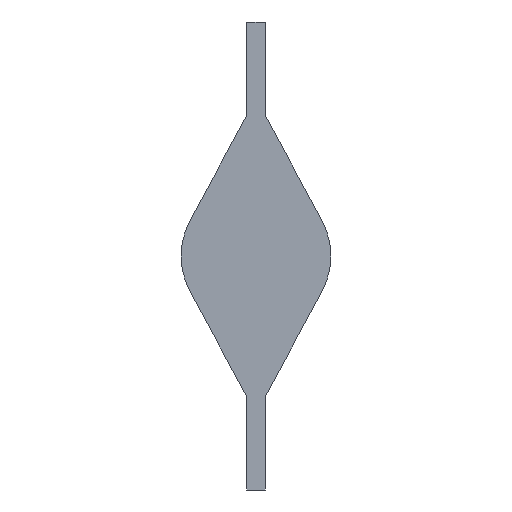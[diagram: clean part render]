
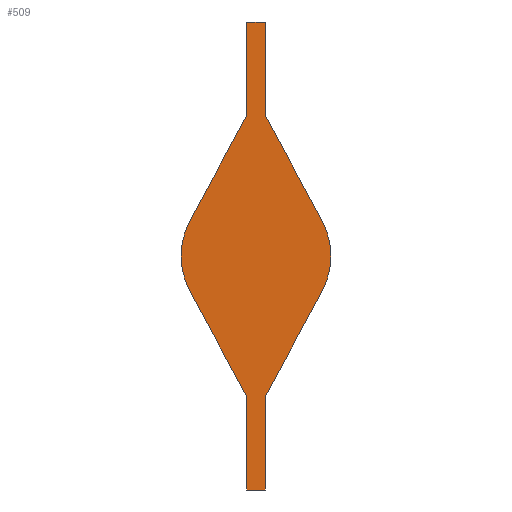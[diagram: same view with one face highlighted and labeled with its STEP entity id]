
A CAD part, left-side view. The second image highlights one B-rep face of the part: STEP entity #509.
In plain terms, the highlighted planar face has unit normal (-1, 0, 0).
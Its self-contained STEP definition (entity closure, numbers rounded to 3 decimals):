
#33=PLANE('',#561);
#61=FACE_OUTER_BOUND('',#89,.T.);
#89=EDGE_LOOP('',(#440,#441,#442,#443,#444,#445,#446,#447,#448,#449,#450,
#451));
#98=CIRCLE('',#539,8.);
#99=CIRCLE('',#541,8.);
#107=LINE('',#725,#173);
#109=LINE('',#730,#175);
#113=LINE('',#737,#179);
#115=LINE('',#742,#181);
#133=LINE('',#777,#199);
#141=LINE('',#792,#207);
#143=LINE('',#796,#209);
#150=LINE('',#810,#216);
#151=LINE('',#813,#217);
#152=LINE('',#814,#218);
#173=VECTOR('',#591,10.);
#175=VECTOR('',#595,10.);
#179=VECTOR('',#601,10.);
#181=VECTOR('',#605,10.);
#199=VECTOR('',#635,10.);
#207=VECTOR('',#649,10.);
#209=VECTOR('',#655,10.);
#216=VECTOR('',#668,10.);
#217=VECTOR('',#671,10.);
#218=VECTOR('',#672,10.);
#233=VERTEX_POINT('',#703);
#236=VERTEX_POINT('',#708);
#237=VERTEX_POINT('',#712);
#239=VERTEX_POINT('',#715);
#242=VERTEX_POINT('',#723);
#244=VERTEX_POINT('',#729);
#246=VERTEX_POINT('',#735);
#248=VERTEX_POINT('',#741);
#259=VERTEX_POINT('',#776);
#263=VERTEX_POINT('',#790);
#267=VERTEX_POINT('',#808);
#268=VERTEX_POINT('',#812);
#280=EDGE_CURVE('',#233,#236,#98,.T.);
#282=EDGE_CURVE('',#239,#237,#99,.T.);
#287=EDGE_CURVE('',#236,#242,#107,.T.);
#289=EDGE_CURVE('',#244,#239,#109,.T.);
#293=EDGE_CURVE('',#237,#246,#113,.T.);
#295=EDGE_CURVE('',#248,#233,#115,.T.);
#313=EDGE_CURVE('',#259,#248,#133,.T.);
#321=EDGE_CURVE('',#263,#246,#141,.T.);
#323=EDGE_CURVE('',#263,#259,#143,.T.);
#330=EDGE_CURVE('',#242,#267,#150,.T.);
#331=EDGE_CURVE('',#267,#268,#151,.T.);
#332=EDGE_CURVE('',#244,#268,#152,.T.);
#440=ORIENTED_EDGE('',*,*,#330,.T.);
#441=ORIENTED_EDGE('',*,*,#331,.T.);
#442=ORIENTED_EDGE('',*,*,#332,.F.);
#443=ORIENTED_EDGE('',*,*,#289,.T.);
#444=ORIENTED_EDGE('',*,*,#282,.T.);
#445=ORIENTED_EDGE('',*,*,#293,.T.);
#446=ORIENTED_EDGE('',*,*,#321,.F.);
#447=ORIENTED_EDGE('',*,*,#323,.T.);
#448=ORIENTED_EDGE('',*,*,#313,.T.);
#449=ORIENTED_EDGE('',*,*,#295,.T.);
#450=ORIENTED_EDGE('',*,*,#280,.T.);
#451=ORIENTED_EDGE('',*,*,#287,.T.);
#509=ADVANCED_FACE('',(#61),#33,.T.);
#539=AXIS2_PLACEMENT_3D('',#710,#577,#578);
#541=AXIS2_PLACEMENT_3D('',#716,#582,#583);
#561=AXIS2_PLACEMENT_3D('',#811,#669,#670);
#577=DIRECTION('center_axis',(-1.,0.,0.));
#578=DIRECTION('ref_axis',(0.,0.,1.));
#582=DIRECTION('center_axis',(-1.,0.,0.));
#583=DIRECTION('ref_axis',(0.,0.,1.));
#591=DIRECTION('',(0.,-0.475,-0.88));
#595=DIRECTION('',(0.,-0.475,0.88));
#601=DIRECTION('',(0.,0.475,0.88));
#605=DIRECTION('',(0.,0.475,-0.88));
#635=DIRECTION('',(0.,0.,-1.));
#649=DIRECTION('',(0.,0.,-1.));
#655=DIRECTION('',(0.,1.,0.));
#668=DIRECTION('',(0.,0.,-1.));
#669=DIRECTION('center_axis',(-1.,0.,0.));
#670=DIRECTION('ref_axis',(0.,0.,1.));
#671=DIRECTION('',(0.,-1.,0.));
#672=DIRECTION('',(0.,0.,-1.));
#703=CARTESIAN_POINT('',(-2.,7.541,3.797));
#708=CARTESIAN_POINT('',(-2.,7.541,-3.797));
#710=CARTESIAN_POINT('Origin',(-2.,0.5,0.));
#712=CARTESIAN_POINT('',(-2.,-6.541,3.797));
#715=CARTESIAN_POINT('',(-2.,-6.541,-3.797));
#716=CARTESIAN_POINT('Origin',(-2.,0.5,0.));
#723=CARTESIAN_POINT('',(-2.,1.5,-15.));
#725=CARTESIAN_POINT('',(-2.,7.541,-3.797));
#729=CARTESIAN_POINT('',(-2.,-0.5,-15.));
#730=CARTESIAN_POINT('',(-2.,-0.5,-15.));
#735=CARTESIAN_POINT('',(-2.,-0.5,15.));
#737=CARTESIAN_POINT('',(-2.,-6.541,3.797));
#741=CARTESIAN_POINT('',(-2.,1.5,15.));
#742=CARTESIAN_POINT('',(-2.,1.5,15.));
#776=CARTESIAN_POINT('',(-2.,1.5,25.));
#777=CARTESIAN_POINT('',(-2.,1.5,0.));
#790=CARTESIAN_POINT('',(-2.,-0.5,25.));
#792=CARTESIAN_POINT('',(-2.,-0.5,0.));
#796=CARTESIAN_POINT('',(-2.,-0.5,25.));
#808=CARTESIAN_POINT('',(-2.,1.5,-25.));
#810=CARTESIAN_POINT('',(-2.,1.5,0.));
#811=CARTESIAN_POINT('Origin',(-2.,-0.5,0.));
#812=CARTESIAN_POINT('',(-2.,-0.5,-25.));
#813=CARTESIAN_POINT('',(-2.,-0.5,-25.));
#814=CARTESIAN_POINT('',(-2.,-0.5,0.));
